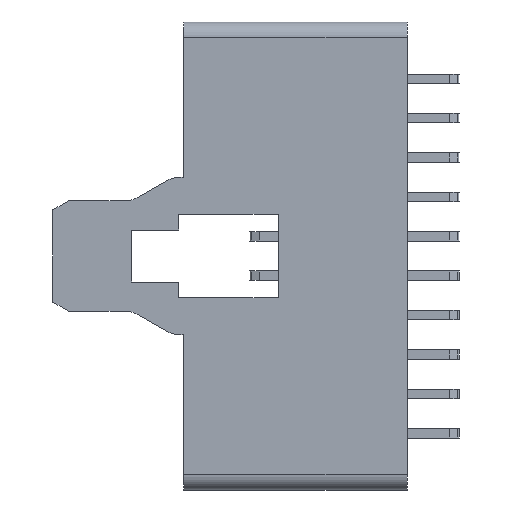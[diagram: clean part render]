
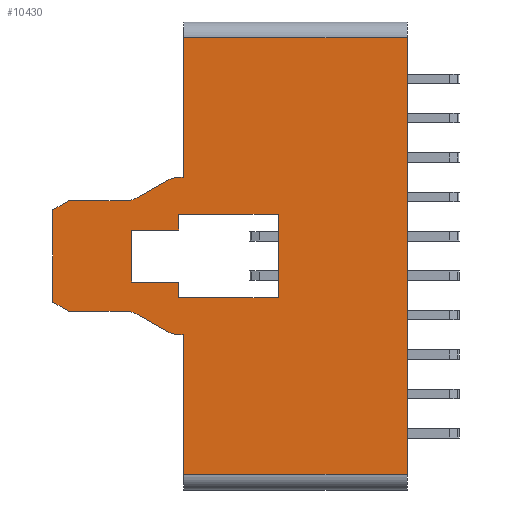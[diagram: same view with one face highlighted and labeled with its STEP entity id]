
A CAD part, left-side view. The second image highlights one B-rep face of the part: STEP entity #10430.
In plain terms, the highlighted face is planar.
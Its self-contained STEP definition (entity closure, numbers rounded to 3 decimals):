
#4900=CARTESIAN_POINT('',(6.478,33.385,
-0.3));
#4910=VERTEX_POINT('',#4900);
#4940=CARTESIAN_POINT('',(18.428,33.385,
-0.3));
#4950=DIRECTION('',(-1.,0.,0.));
#4960=VECTOR('',#4950,1.);
#4970=LINE('',#4940,#4960);
#4980=CARTESIAN_POINT('',(7.478,33.385,
-0.3));
#4990=VERTEX_POINT('',#4980);
#5000=EDGE_CURVE('',#4990,#4910,#4970,.T.);
#8310=CARTESIAN_POINT('',(-2.672,33.385,14.2));
#8320=DIRECTION('',(0.,1.,0.));
#8330=DIRECTION('',(1.,0.,0.));
#8340=AXIS2_PLACEMENT_3D('',#8310,#8320,#8330);
#8350=PLANE('',#8340);
#8360=CARTESIAN_POINT('',(-9.022,33.385,0.));
#8370=DIRECTION('',(0.,0.,-1.));
#8380=VECTOR('',#8370,1.);
#8390=LINE('',#8360,#8380);
#8400=CARTESIAN_POINT('',(-9.022,33.385,14.2));
#8410=VERTEX_POINT('',#8400);
#8420=CARTESIAN_POINT('',(-9.022,33.385,0.));
#8430=VERTEX_POINT('',#8420);
#8440=EDGE_CURVE('',#8410,#8430,#8390,.T.);
#8450=ORIENTED_EDGE('',*,*,#8440,.F.);
#8460=CARTESIAN_POINT('',(2.5,33.385,0.));
#8470=DIRECTION('',(1.,0.,0.));
#8480=VECTOR('',#8470,1.);
#8490=LINE('',#8460,#8480);
#8500=CARTESIAN_POINT('',(-0.172,33.385,0.));
#8510=VERTEX_POINT('',#8500);
#8520=EDGE_CURVE('',#8430,#8510,#8490,.T.);
#8530=ORIENTED_EDGE('',*,*,#8520,.F.);
#8540=CARTESIAN_POINT('',(-0.172,33.385,88.227)
);
#8550=DIRECTION('',(0.,0.,1.));
#8560=VECTOR('',#8550,1.);
#8570=LINE('',#8540,#8560);
#8580=CARTESIAN_POINT('',(-0.172,33.385,
-0.166));
#8590=VERTEX_POINT('',#8580);
#8600=EDGE_CURVE('',#8590,#8510,#8570,.T.);
#8610=ORIENTED_EDGE('',*,*,#8600,.T.);
#8620=CARTESIAN_POINT('',(1.828,33.385,
-0.166));
#8630=DIRECTION('',(0.,-1.,0.));
#8640=DIRECTION('',(0.,0.,1.));
#8650=AXIS2_PLACEMENT_3D('',#8620,#8630,#8640);
#8660=CIRCLE('',#8650,2.);
#8670=CARTESIAN_POINT('',(0.096,33.385,
-1.166));
#8680=VERTEX_POINT('',#8670);
#8690=EDGE_CURVE('',#8590,#8680,#8660,.T.);
#8700=ORIENTED_EDGE('',*,*,#8690,.F.);
#8710=CARTESIAN_POINT('',(-51.515,33.385,88.227))
;
#8720=DIRECTION('',(0.5,0.,-0.866));
#8730=VECTOR('',#8720,1.);
#8740=LINE('',#8710,#8730);
#8750=CARTESIAN_POINT('',(1.127,33.385,
-2.952));
#8760=VERTEX_POINT('',#8750);
#8770=EDGE_CURVE('',#8680,#8760,#8740,.T.);
#8780=ORIENTED_EDGE('',*,*,#8770,.F.);
#8790=CARTESIAN_POINT('',(-0.172,33.385,
-3.702));
#8800=DIRECTION('',(0.,1.,0.));
#8810=DIRECTION('',(0.,0.,-1.));
#8820=AXIS2_PLACEMENT_3D('',#8790,#8800,#8810);
#8830=CIRCLE('',#8820,1.5);
#8840=CARTESIAN_POINT('',(1.328,33.385,
-3.702));
#8850=VERTEX_POINT('',#8840);
#8860=EDGE_CURVE('',#8760,#8850,#8830,.T.);
#8870=ORIENTED_EDGE('',*,*,#8860,.F.);
#8880=CARTESIAN_POINT('',(1.328,33.385,88.227));
#8890=DIRECTION('',(0.,0.,-1.));
#8900=VECTOR('',#8890,1.);
#8910=LINE('',#8880,#8900);
#8920=CARTESIAN_POINT('',(1.328,33.385,-7.3));
#8930=VERTEX_POINT('',#8920);
#8940=EDGE_CURVE('',#8850,#8930,#8910,.T.);
#8950=ORIENTED_EDGE('',*,*,#8940,.F.);
#8960=CARTESIAN_POINT('',(-53.824,33.385,88.227))
;
#8970=DIRECTION('',(-0.5,0.,0.866));
#8980=VECTOR('',#8970,1.);
#8990=LINE('',#8960,#8980);
#9000=CARTESIAN_POINT('',(1.906,33.385,-8.3));
#9010=VERTEX_POINT('',#9000);
#9020=EDGE_CURVE('',#9010,#8930,#8990,.T.);
#9030=ORIENTED_EDGE('',*,*,#9020,.T.);
#9040=CARTESIAN_POINT('',(18.428,33.385,-8.3));
#9050=DIRECTION('',(-1.,0.,0.));
#9060=VECTOR('',#9050,1.);
#9070=LINE('',#9040,#9060);
#9080=CARTESIAN_POINT('',(7.751,33.385,-8.3));
#9090=VERTEX_POINT('',#9080);
#9100=EDGE_CURVE('',#9090,#9010,#9070,.T.);
#9110=ORIENTED_EDGE('',*,*,#9100,.T.);
#9120=CARTESIAN_POINT('',(63.481,33.385,88.227));
#9130=DIRECTION('',(-0.5,0.,-0.866));
#9140=VECTOR('',#9130,1.);
#9150=LINE('',#9120,#9140);
#9160=CARTESIAN_POINT('',(8.328,33.385,
-7.3));
#9170=VERTEX_POINT('',#9160);
#9180=EDGE_CURVE('',#9170,#9090,#9150,.T.);
#9190=ORIENTED_EDGE('',*,*,#9180,.T.);
#9200=CARTESIAN_POINT('',(8.328,33.385,88.227));
#9210=DIRECTION('',(0.,0.,1.));
#9220=VECTOR('',#9210,1.);
#9230=LINE('',#9200,#9220);
#9240=CARTESIAN_POINT('',(8.328,33.385,
-3.702));
#9250=VERTEX_POINT('',#9240);
#9260=EDGE_CURVE('',#9170,#9250,#9230,.T.);
#9270=ORIENTED_EDGE('',*,*,#9260,.F.);
#9280=CARTESIAN_POINT('',(9.828,33.385,
-3.702));
#9290=DIRECTION('',(0.,-1.,0.));
#9300=DIRECTION('',(0.,0.,1.));
#9310=AXIS2_PLACEMENT_3D('',#9280,#9290,#9300);
#9320=CIRCLE('',#9310,1.5);
#9330=CARTESIAN_POINT('',(8.529,33.385,
-2.952));
#9340=VERTEX_POINT('',#9330);
#9350=EDGE_CURVE('',#9340,#9250,#9320,.T.);
#9360=ORIENTED_EDGE('',*,*,#9350,.T.);
#9370=CARTESIAN_POINT('',(61.171,33.385,88.227));
#9380=DIRECTION('',(0.5,0.,0.866));
#9390=VECTOR('',#9380,1.);
#9400=LINE('',#9370,#9390);
#9410=CARTESIAN_POINT('',(9.56,33.385,
-1.166));
#9420=VERTEX_POINT('',#9410);
#9430=EDGE_CURVE('',#9340,#9420,#9400,.T.);
#9440=ORIENTED_EDGE('',*,*,#9430,.F.);
#9450=CARTESIAN_POINT('',(7.828,33.385,
-0.166));
#9460=DIRECTION('',(0.,-1.,0.));
#9470=DIRECTION('',(0.,0.,1.));
#9480=AXIS2_PLACEMENT_3D('',#9450,#9460,#9470);
#9490=CIRCLE('',#9480,2.);
#9500=CARTESIAN_POINT('',(9.828,33.385,
-0.166));
#9510=VERTEX_POINT('',#9500);
#9520=EDGE_CURVE('',#9420,#9510,#9490,.T.);
#9530=ORIENTED_EDGE('',*,*,#9520,.F.);
#9540=CARTESIAN_POINT('',(9.828,33.385,88.227));
#9550=DIRECTION('',(0.,0.,-1.));
#9560=VECTOR('',#9550,1.);
#9570=LINE('',#9540,#9560);
#9580=CARTESIAN_POINT('',(9.828,33.385,0.));
#9590=VERTEX_POINT('',#9580);
#9600=EDGE_CURVE('',#9590,#9510,#9570,.T.);
#9610=ORIENTED_EDGE('',*,*,#9600,.T.);
#9620=CARTESIAN_POINT('',(-7.5,33.385,0.));
#9630=DIRECTION('',(1.,0.,0.));
#9640=VECTOR('',#9630,1.);
#9650=LINE('',#9620,#9640);
#9660=CARTESIAN_POINT('',(18.678,33.385,0.));
#9670=VERTEX_POINT('',#9660);
#9680=EDGE_CURVE('',#9590,#9670,#9650,.T.);
#9690=ORIENTED_EDGE('',*,*,#9680,.F.);
#9700=CARTESIAN_POINT('',(18.678,33.385,0.));
#9710=DIRECTION('',(0.,0.,-1.));
#9720=VECTOR('',#9710,1.);
#9730=LINE('',#9700,#9720);
#9740=CARTESIAN_POINT('',(18.678,33.385,14.2));
#9750=VERTEX_POINT('',#9740);
#9760=EDGE_CURVE('',#9750,#9670,#9730,.T.);
#9770=ORIENTED_EDGE('',*,*,#9760,.T.);
#9780=CARTESIAN_POINT('',(0.,33.385,14.2));
#9790=DIRECTION('',(-1.,0.,0.));
#9800=VECTOR('',#9790,1.);
#9810=LINE('',#9780,#9800);
#9820=EDGE_CURVE('',#9750,#8410,#9810,.T.);
#9830=ORIENTED_EDGE('',*,*,#9820,.F.);
#9840=EDGE_LOOP('',(#9830,#9770,#9690,#9610,#9530,#9440,#9360,#9270,
#9190,#9110,#9030,#8950,#8870,#8780,#8700,#8610,#8530,#8450));
#9850=FACE_OUTER_BOUND('',#9840,.T.);
#9860=CARTESIAN_POINT('',(0.,33.385,6.));
#9870=DIRECTION('',(1.,0.,0.));
#9880=VECTOR('',#9870,1.);
#9890=LINE('',#9860,#9880);
#9900=CARTESIAN_POINT('',(2.178,33.385,6.));
#9910=VERTEX_POINT('',#9900);
#9920=CARTESIAN_POINT('',(7.478,33.385,6.));
#9930=VERTEX_POINT('',#9920);
#9940=EDGE_CURVE('',#9910,#9930,#9890,.T.);
#9950=ORIENTED_EDGE('',*,*,#9940,.F.);
#9960=CARTESIAN_POINT('',(7.478,33.385,0.));
#9970=DIRECTION('',(0.,0.,-1.));
#9980=VECTOR('',#9970,1.);
#9990=LINE('',#9960,#9980);
#10000=EDGE_CURVE('',#9930,#4990,#9990,.T.);
#10010=ORIENTED_EDGE('',*,*,#10000,.F.);
#10020=ORIENTED_EDGE('',*,*,#5000,.F.);
#10030=CARTESIAN_POINT('',(6.478,33.385,88.227))
;
#10040=DIRECTION('',(0.,0.,-1.));
#10050=VECTOR('',#10040,1.);
#10060=LINE('',#10030,#10050);
#10070=CARTESIAN_POINT('',(6.478,33.385,-3.3));
#10080=VERTEX_POINT('',#10070);
#10090=EDGE_CURVE('',#4910,#10080,#10060,.T.);
#10100=ORIENTED_EDGE('',*,*,#10090,.F.);
#10110=CARTESIAN_POINT('',(18.428,33.385,-3.3));
#10120=DIRECTION('',(-1.,0.,0.));
#10130=VECTOR('',#10120,1.);
#10140=LINE('',#10110,#10130);
#10150=CARTESIAN_POINT('',(3.178,33.385,-3.3));
#10160=VERTEX_POINT('',#10150);
#10170=EDGE_CURVE('',#10080,#10160,#10140,.T.);
#10180=ORIENTED_EDGE('',*,*,#10170,.F.);
#10190=CARTESIAN_POINT('',(3.178,33.385,88.227))
;
#10200=DIRECTION('',(0.,0.,1.));
#10210=VECTOR('',#10200,1.);
#10220=LINE('',#10190,#10210);
#10230=CARTESIAN_POINT('',(3.178,33.385,
-0.3));
#10240=VERTEX_POINT('',#10230);
#10250=EDGE_CURVE('',#10160,#10240,#10220,.T.);
#10260=ORIENTED_EDGE('',*,*,#10250,.F.);
#10270=CARTESIAN_POINT('',(18.428,33.385,
-0.3));
#10280=DIRECTION('',(-1.,0.,0.));
#10290=VECTOR('',#10280,1.);
#10300=LINE('',#10270,#10290);
#10310=CARTESIAN_POINT('',(2.178,33.385,
-0.3));
#10320=VERTEX_POINT('',#10310);
#10330=EDGE_CURVE('',#10240,#10320,#10300,.T.);
#10340=ORIENTED_EDGE('',*,*,#10330,.F.);
#10350=CARTESIAN_POINT('',(2.178,33.385,88.227))
;
#10360=DIRECTION('',(0.,0.,1.));
#10370=VECTOR('',#10360,1.);
#10380=LINE('',#10350,#10370);
#10390=EDGE_CURVE('',#10320,#9910,#10380,.T.);
#10400=ORIENTED_EDGE('',*,*,#10390,.F.);
#10410=EDGE_LOOP('',(#10400,#10340,#10260,#10180,#10100,#10020,#10010,
#9950));
#10420=FACE_BOUND('',#10410,.T.);
#10430=ADVANCED_FACE('',(#9850,#10420),#8350,.T.);
